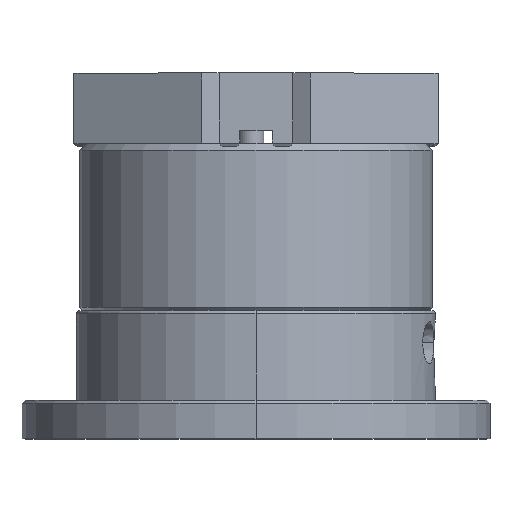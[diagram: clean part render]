
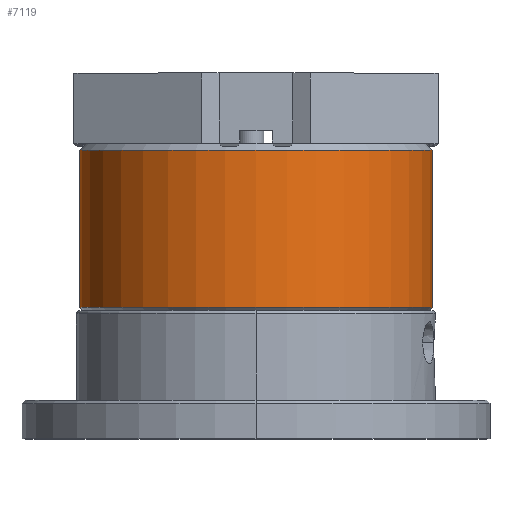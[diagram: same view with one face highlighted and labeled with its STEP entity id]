
A CAD part, top view. The second image highlights one B-rep face of the part: STEP entity #7119.
In plain terms, the highlighted cylindrical face has radius 55 mm (diameter 110 mm), a partial arc.
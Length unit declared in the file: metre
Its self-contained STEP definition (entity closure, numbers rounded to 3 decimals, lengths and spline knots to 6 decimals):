
#189 = AXIS2_PLACEMENT_3D ( 'NONE', #714, #3307, #2022 ) ;
#211 = CARTESIAN_POINT ( 'NONE',  ( 0.001, 0., 0.055 ) ) ;
#714 = CARTESIAN_POINT ( 'NONE',  ( 0., 0., 0. ) ) ;
#2022 = DIRECTION ( 'NONE',  ( 0., 0., 1. ) ) ;
#3020 = AXIS2_PLACEMENT_3D ( 'NONE', #11208, #11188, #11172 ) ;
#3307 = DIRECTION ( 'NONE',  ( -1., 0., 0. ) ) ;
#3606 = EDGE_CURVE ( 'NONE', #14044, #10530, #6914, .T. ) ;
#4094 = EDGE_CURVE ( 'NONE', #6419, #9594, #4981, .T. ) ;
#4345 = ORIENTED_EDGE ( 'NONE', *, *, #4094, .F. ) ;
#4734 = VECTOR ( 'NONE', #9171, 1. ) ;
#4981 = LINE ( 'NONE', #5765, #4734 ) ;
#5029 = CIRCLE ( 'NONE', #3020, 0.055 ) ;
#5120 = EDGE_CURVE ( 'NONE', #10530, #9594, #6209, .T. ) ;
#5765 = CARTESIAN_POINT ( 'NONE',  ( 0., 0., 0.055 ) ) ;
#5851 = ORIENTED_EDGE ( 'NONE', *, *, #10336, .T. ) ;
#6209 = CIRCLE ( 'NONE', #8420, 0.055 ) ;
#6329 = CARTESIAN_POINT ( 'NONE',  ( 0.05, 0., 0.055 ) ) ;
#6419 = VERTEX_POINT ( 'NONE', #6329 ) ;
#6914 = LINE ( 'NONE', #10991, #7030 ) ;
#7030 = VECTOR ( 'NONE', #14040, 1. ) ;
#7119 = ADVANCED_FACE ( 'NONE', ( #14853 ), #14769, .T. ) ;
#7167 = CARTESIAN_POINT ( 'NONE',  ( 0.001, 0., -0.055 ) ) ;
#7933 = EDGE_LOOP ( 'NONE', ( #5851, #11899, #9410, #4345 ) ) ;
#8420 = AXIS2_PLACEMENT_3D ( 'NONE', #13198, #13255, #13372 ) ;
#9171 = DIRECTION ( 'NONE',  ( -1., 0., 0. ) ) ;
#9410 = ORIENTED_EDGE ( 'NONE', *, *, #5120, .T. ) ;
#9594 = VERTEX_POINT ( 'NONE', #211 ) ;
#10336 = EDGE_CURVE ( 'NONE', #6419, #14044, #5029, .T. ) ;
#10530 = VERTEX_POINT ( 'NONE', #7167 ) ;
#10991 = CARTESIAN_POINT ( 'NONE',  ( 0., 0., -0.055 ) ) ;
#11172 = DIRECTION ( 'NONE',  ( 0., 0., 1. ) ) ;
#11188 = DIRECTION ( 'NONE',  ( -1., 0., 0. ) ) ;
#11208 = CARTESIAN_POINT ( 'NONE',  ( 0.05, 0., 0. ) ) ;
#11899 = ORIENTED_EDGE ( 'NONE', *, *, #3606, .T. ) ;
#13198 = CARTESIAN_POINT ( 'NONE',  ( 0.001, 0., 0. ) ) ;
#13255 = DIRECTION ( 'NONE',  ( 1., 0., 0. ) ) ;
#13372 = DIRECTION ( 'NONE',  ( 0., 0., -1. ) ) ;
#14040 = DIRECTION ( 'NONE',  ( -1., 0., 0. ) ) ;
#14044 = VERTEX_POINT ( 'NONE', #14310 ) ;
#14310 = CARTESIAN_POINT ( 'NONE',  ( 0.05, 0., -0.055 ) ) ;
#14769 = CYLINDRICAL_SURFACE ( 'NONE', #189, 0.055 ) ;
#14853 = FACE_OUTER_BOUND ( 'NONE', #7933, .T. ) ;
